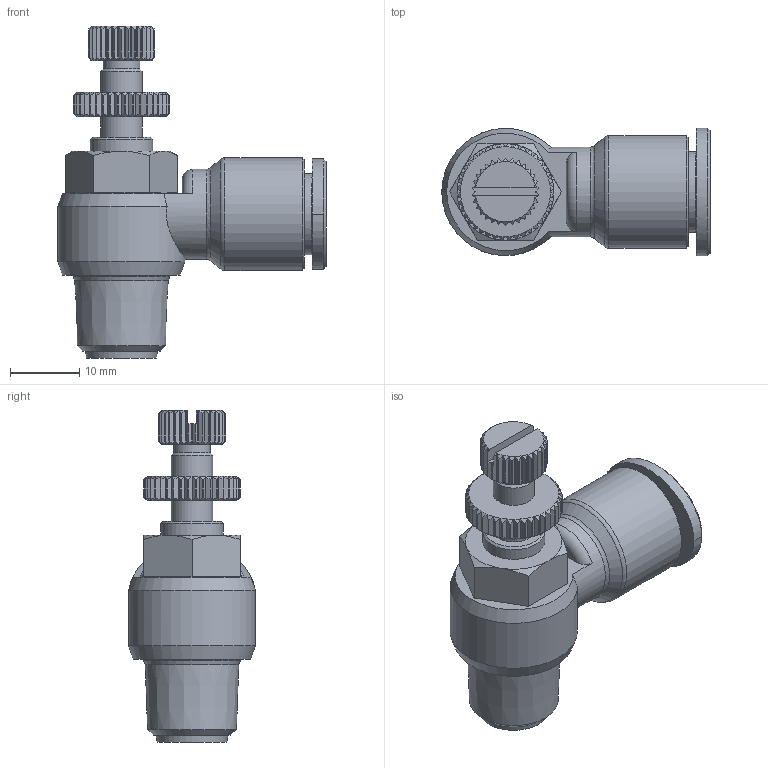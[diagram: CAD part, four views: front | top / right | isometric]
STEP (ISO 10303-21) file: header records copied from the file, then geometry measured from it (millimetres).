
FILE_DESCRIPTION(/* description */ (''),/* implementation_level */ '2;1');
FILE_NAME(/* name */ 'grlaiqs_1410.stp',/* time_stamp */ '2016-10-11T10:03:11+02:00',/* author */ ('leitheußer'),/* organization */ (''),/* preprocessor_version */ 'ST-DEVELOPER v15.6',/* originating_system */ 'Autodesk Inventor LT ',/* authorisation */ '');
FILE_SCHEMA (('AUTOMOTIVE_DESIGN { 1 0 10303 214 3 1 1 }'));
Length unit declared in the file: millimetre
Products named in the file (1): GNSE 1002(3D)
Bounding box: 38.8 x 18.5 x 48 mm (x, y, z)
Volume: 9138.7 mm3; surface area: 5051.1 mm2
Topology: 1 solids, 1 shells, 768 faces, 2052 edges, 1310 vertices
Faces by surface type: plane 543, cylinder 113, cone 101, bspline 8, torus 3
Full cylindrical faces by diameter (mm): 5.3 x1, 6 x2, 9 x1, 10.2 x1, 11.6 x2, 11.7 x1, 13 x1, 14 x1, 16.3 x1, 18.4 x1
Entity records: 23978 total; most frequent: CARTESIAN_POINT 5848, ORIENTED_EDGE 4034, DIRECTION 3445, EDGE_CURVE 2017, LINE 1375, VECTOR 1375, VERTEX_POINT 1301, AXIS2_PLACEMENT_3D 1035
